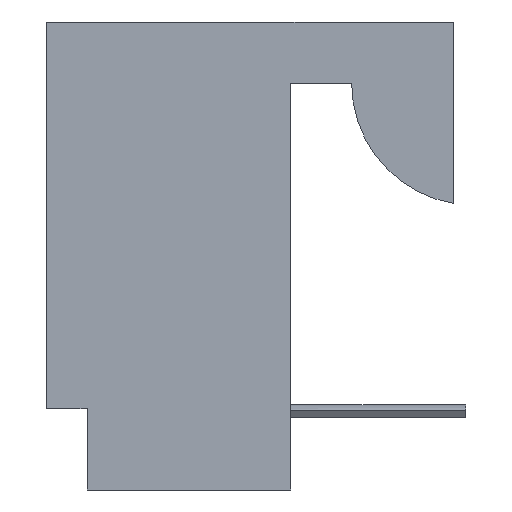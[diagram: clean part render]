
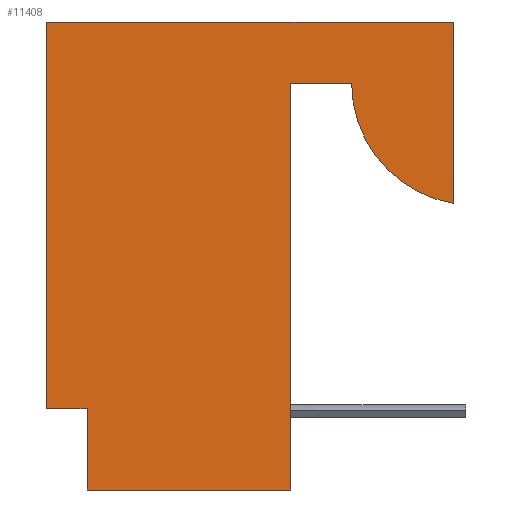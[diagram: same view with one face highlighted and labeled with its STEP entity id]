
A CAD part, left-side view. The second image highlights one B-rep face of the part: STEP entity #11408.
In plain terms, the highlighted planar face has unit normal (-1, 0, 0).
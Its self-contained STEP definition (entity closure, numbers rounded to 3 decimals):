
#1=DIRECTION('',(0.,0.,-1.));
#2=VECTOR('',#1,4.458);
#3=CARTESIAN_POINT('',(-30.48,-7.,5.75));
#4=LINE('',#3,#2);
#5=CARTESIAN_POINT('',(-30.48,-7.5,4.25));
#6=DIRECTION('',(1.,0.,0.));
#7=DIRECTION('',(0.,0.167,-0.986));
#8=AXIS2_PLACEMENT_3D('',#5,#6,#7);
#10=DIRECTION('',(0.,1.,0.));
#11=VECTOR('',#10,1.5);
#12=CARTESIAN_POINT('',(-30.48,-4.5,4.25));
#13=LINE('',#12,#11);
#14=DIRECTION('',(0.,0.,-1.));
#15=VECTOR('',#14,10.);
#16=CARTESIAN_POINT('',(-30.48,-3.,4.25));
#17=LINE('',#16,#15);
#18=DIRECTION('',(0.,1.,0.));
#19=VECTOR('',#18,5.);
#20=CARTESIAN_POINT('',(-30.48,-3.,-5.75));
#21=LINE('',#20,#19);
#22=DIRECTION('',(0.,0.,1.));
#23=VECTOR('',#22,2.);
#24=CARTESIAN_POINT('',(-30.48,2.,-5.75));
#25=LINE('',#24,#23);
#26=DIRECTION('',(0.,1.,0.));
#27=VECTOR('',#26,1.);
#28=CARTESIAN_POINT('',(-30.48,2.,-3.75));
#29=LINE('',#28,#27);
#30=DIRECTION('',(0.,0.,1.));
#31=VECTOR('',#30,9.5);
#32=CARTESIAN_POINT('',(-30.48,3.,-3.75));
#33=LINE('',#32,#31);
#43=DIRECTION('',(0.,1.,0.));
#44=VECTOR('',#43,10.);
#45=CARTESIAN_POINT('',(-30.48,-7.,5.75));
#46=LINE('',#45,#44);
#8763=CARTESIAN_POINT('',(-30.48,-3.,-5.75));
#8764=CARTESIAN_POINT('',(-30.48,2.,-5.75));
#8765=VERTEX_POINT('',#8763);
#8766=VERTEX_POINT('',#8764);
#8767=CARTESIAN_POINT('',(-30.48,2.,-3.75));
#8768=VERTEX_POINT('',#8767);
#8769=CARTESIAN_POINT('',(-30.48,3.,-3.75));
#8770=VERTEX_POINT('',#8769);
#8771=CARTESIAN_POINT('',(-30.48,3.,5.75));
#8772=VERTEX_POINT('',#8771);
#8801=CARTESIAN_POINT('',(-30.48,-7.,5.75));
#8802=CARTESIAN_POINT('',(-30.48,-7.,1.292));
#8803=VERTEX_POINT('',#8801);
#8804=VERTEX_POINT('',#8802);
#8805=CARTESIAN_POINT('',(-30.48,-4.5,4.25));
#8806=VERTEX_POINT('',#8805);
#8817=CARTESIAN_POINT('',(-30.48,-3.,4.25));
#8818=VERTEX_POINT('',#8817);
#11383=CARTESIAN_POINT('',(-30.48,0.,0.));
#11384=DIRECTION('',(1.,0.,0.));
#11385=DIRECTION('',(0.,0.,-1.));
#11386=AXIS2_PLACEMENT_3D('',#11383,#11384,#11385);
#11387=PLANE('',#11386);
#11389=ORIENTED_EDGE('',*,*,#11388,.F.);
#11391=ORIENTED_EDGE('',*,*,#11390,.T.);
#11393=ORIENTED_EDGE('',*,*,#11392,.T.);
#11395=ORIENTED_EDGE('',*,*,#11394,.T.);
#11397=ORIENTED_EDGE('',*,*,#11396,.T.);
#11399=ORIENTED_EDGE('',*,*,#11398,.T.);
#11401=ORIENTED_EDGE('',*,*,#11400,.T.);
#11403=ORIENTED_EDGE('',*,*,#11402,.T.);
#11405=ORIENTED_EDGE('',*,*,#11404,.T.);
#11406=EDGE_LOOP('',(#11389,#11391,#11393,#11395,#11397,#11399,#11401,#11403,
#11405));
#11407=FACE_OUTER_BOUND('',#11406,.F.);
#11408=ADVANCED_FACE('',(#11407),#11387,.F.);
#9=CIRCLE('',#8,3.);
#11388=EDGE_CURVE('',#8803,#8772,#46,.T.);
#11390=EDGE_CURVE('',#8803,#8804,#4,.T.);
#11392=EDGE_CURVE('',#8804,#8806,#9,.T.);
#11394=EDGE_CURVE('',#8806,#8818,#13,.T.);
#11396=EDGE_CURVE('',#8818,#8765,#17,.T.);
#11398=EDGE_CURVE('',#8765,#8766,#21,.T.);
#11400=EDGE_CURVE('',#8766,#8768,#25,.T.);
#11402=EDGE_CURVE('',#8768,#8770,#29,.T.);
#11404=EDGE_CURVE('',#8770,#8772,#33,.T.);
